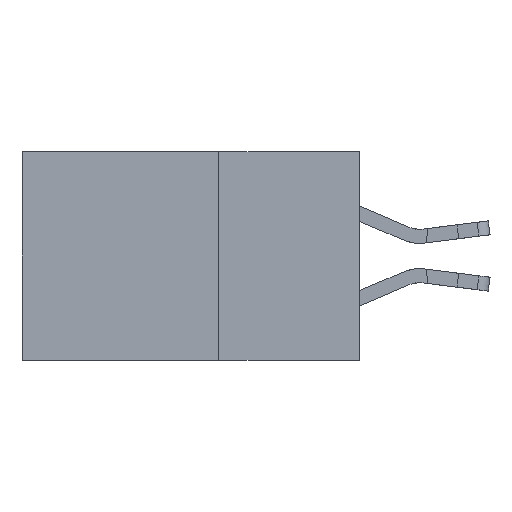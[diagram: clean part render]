
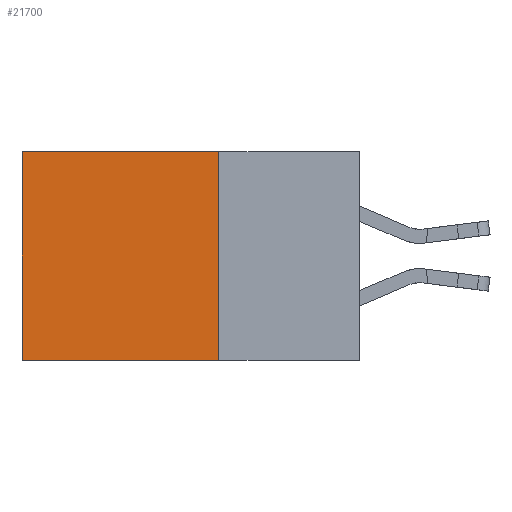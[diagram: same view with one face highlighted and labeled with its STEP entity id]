
A CAD part, left-side view. The second image highlights one B-rep face of the part: STEP entity #21700.
In plain terms, the highlighted planar face has unit normal (-1, 0, 0).
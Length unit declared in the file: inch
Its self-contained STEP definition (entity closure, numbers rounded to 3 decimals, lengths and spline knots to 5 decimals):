
#102 = CARTESIAN_POINT ( 'NONE',  ( 0.2875, 0.6, 0. ) ) ;
#195 = DIRECTION ( 'NONE',  ( 0., 0., -1. ) ) ;
#2391 = LINE ( 'NONE', #26553, #17570 ) ;
#2402 = VERTEX_POINT ( 'NONE', #15532 ) ;
#2930 = PLANE ( 'NONE',  #16424 ) ;
#3374 = VERTEX_POINT ( 'NONE', #25471 ) ;
#3869 = ORIENTED_EDGE ( 'NONE', *, *, #16046, .T. ) ;
#4934 = EDGE_LOOP ( 'NONE', ( #25344, #6516, #12030, #3869 ) ) ;
#6516 = ORIENTED_EDGE ( 'NONE', *, *, #8480, .F. ) ;
#6972 = EDGE_CURVE ( 'NONE', #18961, #22745, #2391, .T. ) ;
#8025 = DIRECTION ( 'NONE',  ( 0., 0., -1. ) ) ;
#8215 = CARTESIAN_POINT ( 'NONE',  ( 0.2875, 0.25, 0. ) ) ;
#8480 = EDGE_CURVE ( 'NONE', #22745, #2402, #9469, .T. ) ;
#9182 = DIRECTION ( 'NONE',  ( 1., 0., 0. ) ) ;
#9469 = LINE ( 'NONE', #13074, #19791 ) ;
#11347 = LINE ( 'NONE', #8215, #22962 ) ;
#12030 = ORIENTED_EDGE ( 'NONE', *, *, #6972, .F. ) ;
#13074 = CARTESIAN_POINT ( 'NONE',  ( 0.2875, 0.25, -0.37 ) ) ;
#14946 = EDGE_CURVE ( 'NONE', #3374, #2402, #18638, .T. ) ;
#15532 = CARTESIAN_POINT ( 'NONE',  ( 0.2875, 0.6, -0.37 ) ) ;
#16046 = EDGE_CURVE ( 'NONE', #18961, #3374, #11347, .T. ) ;
#16424 = AXIS2_PLACEMENT_3D ( 'NONE', #21540, #9182, #23588 ) ;
#17203 = DIRECTION ( 'NONE',  ( 0., 1., 0. ) ) ;
#17570 = VECTOR ( 'NONE', #8025, 39.37008 ) ;
#18002 = VECTOR ( 'NONE', #195, 39.37008 ) ;
#18638 = LINE ( 'NONE', #102, #18002 ) ;
#18961 = VERTEX_POINT ( 'NONE', #26240 ) ;
#19791 = VECTOR ( 'NONE', #17203, 39.37008 ) ;
#20570 = DIRECTION ( 'NONE',  ( 0., 1., 0. ) ) ;
#20590 = CARTESIAN_POINT ( 'NONE',  ( 0.2875, 0.25, -0.37 ) ) ;
#21540 = CARTESIAN_POINT ( 'NONE',  ( 0.2875, 0.25, 0. ) ) ;
#21700 = ADVANCED_FACE ( 'NONE', ( #22372 ), #2930, .F. ) ;
#22372 = FACE_OUTER_BOUND ( 'NONE', #4934, .T. ) ;
#22745 = VERTEX_POINT ( 'NONE', #20590 ) ;
#22962 = VECTOR ( 'NONE', #20570, 39.37008 ) ;
#23588 = DIRECTION ( 'NONE',  ( 0., 0., -1. ) ) ;
#25344 = ORIENTED_EDGE ( 'NONE', *, *, #14946, .T. ) ;
#25471 = CARTESIAN_POINT ( 'NONE',  ( 0.2875, 0.6, 0. ) ) ;
#26240 = CARTESIAN_POINT ( 'NONE',  ( 0.2875, 0.25, 0. ) ) ;
#26553 = CARTESIAN_POINT ( 'NONE',  ( 0.2875, 0.25, 0. ) ) ;
